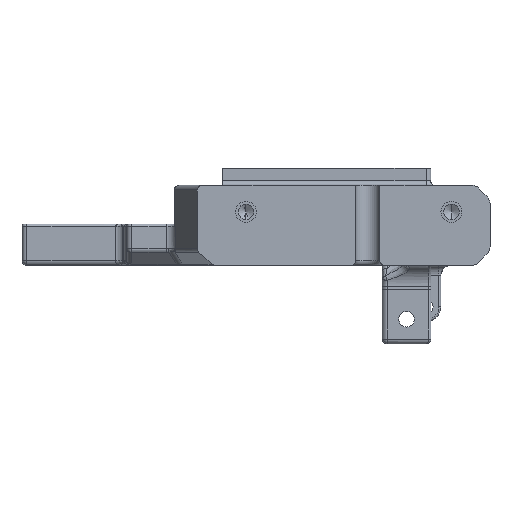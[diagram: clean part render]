
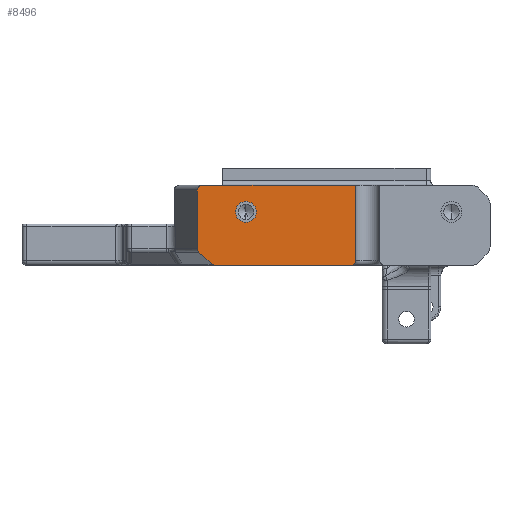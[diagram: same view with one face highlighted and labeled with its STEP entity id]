
A CAD part, left-side view. The second image highlights one B-rep face of the part: STEP entity #8496.
In plain terms, the highlighted planar face has unit normal (-1, 0, 0).
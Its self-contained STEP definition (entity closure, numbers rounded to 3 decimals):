
#68 = AXIS2_PLACEMENT_3D ( 'NONE', #3087, #4119, #4743 ) ;
#111 = DIRECTION ( 'NONE',  ( 0., 1., 0. ) ) ;
#530 = DIRECTION ( 'NONE',  ( 0., 0., 1. ) ) ;
#557 = EDGE_CURVE ( 'NONE', #1800, #5921, #5110, .T. ) ;
#573 = PLANE ( 'NONE',  #7295 ) ;
#774 = EDGE_CURVE ( 'NONE', #5601, #6878, #9304, .T. ) ;
#1013 = DIRECTION ( 'NONE',  ( 0., -1., 0. ) ) ;
#1247 = DIRECTION ( 'NONE',  ( -1., 0., 0. ) ) ;
#1334 = DIRECTION ( 'NONE',  ( 0., 0., 1. ) ) ;
#1454 = FACE_BOUND ( 'NONE', #8920, .T. ) ;
#1667 = DIRECTION ( 'NONE',  ( 0., 0., 1. ) ) ;
#1777 = DIRECTION ( 'NONE',  ( 0., 0., -1. ) ) ;
#1800 = VERTEX_POINT ( 'NONE', #9903 ) ;
#2236 = ORIENTED_EDGE ( 'NONE', *, *, #6963, .F. ) ;
#2250 = CARTESIAN_POINT ( 'NONE',  ( -45., 44.168, -2.5 ) ) ;
#2339 = CIRCLE ( 'NONE', #68, 1. ) ;
#2480 = VERTEX_POINT ( 'NONE', #10574 ) ;
#2509 = CARTESIAN_POINT ( 'NONE',  ( -45., 48., 0.914 ) ) ;
#2631 = CARTESIAN_POINT ( 'NONE',  ( -45., 48., 0.645 ) ) ;
#2775 = CARTESIAN_POINT ( 'NONE',  ( -45., 38., 10.65 ) ) ;
#2972 = DIRECTION ( 'NONE',  ( -1., 0., 0. ) ) ;
#3045 = CARTESIAN_POINT ( 'NONE',  ( -45., 0., 10. ) ) ;
#3087 = CARTESIAN_POINT ( 'NONE',  ( -45., 16.5, -1.5 ) ) ;
#3242 = ORIENTED_EDGE ( 'NONE', *, *, #4538, .T. ) ;
#3376 = ORIENTED_EDGE ( 'NONE', *, *, #5738, .T. ) ;
#3852 = CARTESIAN_POINT ( 'NONE',  ( -45., 44.47, -2.5 ) ) ;
#3863 = CARTESIAN_POINT ( 'NONE',  ( -45., 47.671, 0.207 ) ) ;
#3972 = DIRECTION ( 'NONE',  ( 0., -0.747, -0.665 ) ) ;
#3981 = ORIENTED_EDGE ( 'NONE', *, *, #5850, .F. ) ;
#4083 = VECTOR ( 'NONE', #3972, 1000. ) ;
#4119 = DIRECTION ( 'NONE',  ( -1., 0., 0. ) ) ;
#4174 = DIRECTION ( 'NONE',  ( 0., 0., -1. ) ) ;
#4210 = VERTEX_POINT ( 'NONE', #9099 ) ;
#4225 = CARTESIAN_POINT ( 'NONE',  ( -45., 47.535, 14. ) ) ;
#4383 = ORIENTED_EDGE ( 'NONE', *, *, #557, .F. ) ;
#4538 = EDGE_CURVE ( 'NONE', #10708, #5601, #10278, .T. ) ;
#4585 = ORIENTED_EDGE ( 'NONE', *, *, #5559, .F. ) ;
#4743 = DIRECTION ( 'NONE',  ( 0., 0., 1. ) ) ;
#5015 = LINE ( 'NONE', #8370, #7072 ) ;
#5070 = CARTESIAN_POINT ( 'NONE',  ( -45., 46.878, 14. ) ) ;
#5110 = LINE ( 'NONE', #7630, #5252 ) ;
#5159 = EDGE_CURVE ( 'NONE', #1800, #2480, #2339, .T. ) ;
#5252 = VECTOR ( 'NONE', #111, 1000. ) ;
#5405 = ORIENTED_EDGE ( 'NONE', *, *, #6086, .F. ) ;
#5476 = VERTEX_POINT ( 'NONE', #10119 ) ;
#5559 = EDGE_CURVE ( 'NONE', #9901, #6592, #7441, .T. ) ;
#5601 = VERTEX_POINT ( 'NONE', #2509 ) ;
#5714 = CARTESIAN_POINT ( 'NONE',  ( -45., 44.962, -2.207 ) ) ;
#5715 =( BOUNDED_CURVE ( )  B_SPLINE_CURVE ( 3, ( #5070, #4225, #9264, #5945 ),
 .UNSPECIFIED., .F., .T. ) 
 B_SPLINE_CURVE_WITH_KNOTS ( ( 4, 4 ),
 ( 1.571, 3.142 ),
 .UNSPECIFIED. ) 
 CURVE ( )  GEOMETRIC_REPRESENTATION_ITEM ( )  RATIONAL_B_SPLINE_CURVE ( ( 1., 0.805, 0.805, 1. ) ) 
 REPRESENTATION_ITEM ( '' )  );
#5738 = EDGE_CURVE ( 'NONE', #6472, #10708, #5715, .T. ) ;
#5850 = EDGE_CURVE ( 'NONE', #4210, #2480, #5015, .T. ) ;
#5921 = VERTEX_POINT ( 'NONE', #10425 ) ;
#5945 = CARTESIAN_POINT ( 'NONE',  ( -45., 48., 13. ) ) ;
#5987 = CARTESIAN_POINT ( 'NONE',  ( -45., 48., 13. ) ) ;
#6008 = EDGE_CURVE ( 'NONE', #5476, #5921, #8314, .T. ) ;
#6080 = CARTESIAN_POINT ( 'NONE',  ( -45., 38., 6.35 ) ) ;
#6086 = EDGE_CURVE ( 'NONE', #6592, #9901, #8123, .T. ) ;
#6472 = VERTEX_POINT ( 'NONE', #6474 ) ;
#6474 = CARTESIAN_POINT ( 'NONE',  ( -45., 46.878, 14. ) ) ;
#6563 = FACE_OUTER_BOUND ( 'NONE', #8620, .T. ) ;
#6592 = VERTEX_POINT ( 'NONE', #6080 ) ;
#6753 = ORIENTED_EDGE ( 'NONE', *, *, #6823, .T. ) ;
#6823 = EDGE_CURVE ( 'NONE', #6878, #5476, #9817, .T. ) ;
#6878 = VERTEX_POINT ( 'NONE', #3863 ) ;
#6963 = EDGE_CURVE ( 'NONE', #6472, #4210, #8545, .T. ) ;
#7072 = VECTOR ( 'NONE', #4174, 1000. ) ;
#7295 = AXIS2_PLACEMENT_3D ( 'NONE', #3045, #9930, #530 ) ;
#7441 = CIRCLE ( 'NONE', #10257, 2.15 ) ;
#7523 = CARTESIAN_POINT ( 'NONE',  ( -45., 48., 0.914 ) ) ;
#7574 = CARTESIAN_POINT ( 'NONE',  ( -45., 47.671, 0.207 ) ) ;
#7630 = CARTESIAN_POINT ( 'NONE',  ( -45., 15.5, -2.5 ) ) ;
#8123 = CIRCLE ( 'NONE', #8490, 2.15 ) ;
#8314 =( BOUNDED_CURVE ( )  B_SPLINE_CURVE ( 3, ( #5714, #8925, #3852, #2250 ),
 .UNSPECIFIED., .F., .F. ) 
 B_SPLINE_CURVE_WITH_KNOTS ( ( 4, 4 ),
 ( 3.927, 4.712 ),
 .UNSPECIFIED. ) 
 CURVE ( )  GEOMETRIC_REPRESENTATION_ITEM ( )  RATIONAL_B_SPLINE_CURVE ( ( 1., 0.949, 0.949, 1. ) ) 
 REPRESENTATION_ITEM ( '' )  );
#8370 = CARTESIAN_POINT ( 'NONE',  ( -45., 15.5, 17.504 ) ) ;
#8490 = AXIS2_PLACEMENT_3D ( 'NONE', #10542, #2972, #1334 ) ;
#8496 = ADVANCED_FACE ( 'NONE', ( #1454, #6563 ), #573, .T. ) ;
#8545 = LINE ( 'NONE', #10206, #10813 ) ;
#8620 = EDGE_LOOP ( 'NONE', ( #2236, #3376, #3242, #8713, #6753, #9414, #4383, #10899, #3981 ) ) ;
#8713 = ORIENTED_EDGE ( 'NONE', *, *, #774, .T. ) ;
#8783 = CARTESIAN_POINT ( 'NONE',  ( -45., 38., 8.5 ) ) ;
#8920 = EDGE_LOOP ( 'NONE', ( #4585, #5405 ) ) ;
#8925 = CARTESIAN_POINT ( 'NONE',  ( -45., 44.748, -2.397 ) ) ;
#9099 = CARTESIAN_POINT ( 'NONE',  ( -45., 15.5, 14. ) ) ;
#9264 = CARTESIAN_POINT ( 'NONE',  ( -45., 48., 13.586 ) ) ;
#9304 =( BOUNDED_CURVE ( )  B_SPLINE_CURVE ( 3, ( #7523, #2631, #10022, #7574 ),
 .UNSPECIFIED., .F., .T. ) 
 B_SPLINE_CURVE_WITH_KNOTS ( ( 4, 4 ),
 ( 0., 0.785 ),
 .UNSPECIFIED. ) 
 CURVE ( )  GEOMETRIC_REPRESENTATION_ITEM ( )  RATIONAL_B_SPLINE_CURVE ( ( 1., 0.949, 0.949, 1. ) ) 
 REPRESENTATION_ITEM ( '' )  );
#9335 = CARTESIAN_POINT ( 'NONE',  ( -45., 48., 28.107 ) ) ;
#9414 = ORIENTED_EDGE ( 'NONE', *, *, #6008, .T. ) ;
#9738 = VECTOR ( 'NONE', #1777, 1000. ) ;
#9817 = LINE ( 'NONE', #9913, #4083 ) ;
#9901 = VERTEX_POINT ( 'NONE', #2775 ) ;
#9903 = CARTESIAN_POINT ( 'NONE',  ( -45., 16.5, -2.5 ) ) ;
#9913 = CARTESIAN_POINT ( 'NONE',  ( -45., 25.961, -19.137 ) ) ;
#9930 = DIRECTION ( 'NONE',  ( -1., 0., 0. ) ) ;
#10022 = CARTESIAN_POINT ( 'NONE',  ( -45., 47.885, 0.397 ) ) ;
#10119 = CARTESIAN_POINT ( 'NONE',  ( -45., 44.962, -2.207 ) ) ;
#10206 = CARTESIAN_POINT ( 'NONE',  ( -45., 48., 14. ) ) ;
#10257 = AXIS2_PLACEMENT_3D ( 'NONE', #8783, #1247, #1667 ) ;
#10278 = LINE ( 'NONE', #9335, #9738 ) ;
#10425 = CARTESIAN_POINT ( 'NONE',  ( -45., 44.168, -2.5 ) ) ;
#10542 = CARTESIAN_POINT ( 'NONE',  ( -45., 38., 8.5 ) ) ;
#10574 = CARTESIAN_POINT ( 'NONE',  ( -45., 15.5, -1.5 ) ) ;
#10708 = VERTEX_POINT ( 'NONE', #5987 ) ;
#10813 = VECTOR ( 'NONE', #1013, 1000. ) ;
#10899 = ORIENTED_EDGE ( 'NONE', *, *, #5159, .T. ) ;
